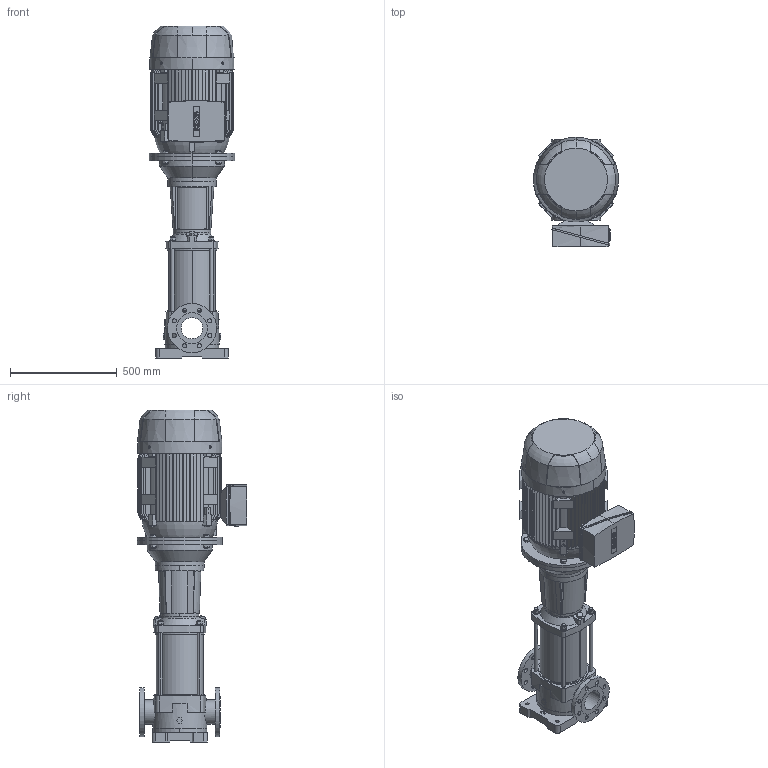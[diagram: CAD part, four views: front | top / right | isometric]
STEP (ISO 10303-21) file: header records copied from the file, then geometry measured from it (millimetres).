
FILE_DESCRIPTION (( 'STEP AP203' ), '1' );
FILE_NAME ('4.93.632.35swa00.step', '2023-05-04T10:12:56', ( '' ), ( '' ), 'SwSTEP 2.0', 'SolidWorks 2020', '' );
FILE_SCHEMA (( 'CONFIG_CONTROL_DESIGN' ));
Length unit declared in the file: millimetre
Products named in the file (5): Copia di M16x2_ingombro^4.93.632.35swa00; Copia di 4_93_631_16_REV00^4.93.632.35swa00; Copia di M16x55_UNI_5727^4.93.632.35swa00; Copia di 10008169swn00^4.93.632.35swa00; 4.93.632.35swa00
Assembly tree (10 placements, depth 2):
  4.93.632.35swa00
    Copia di 4_93_631_16_REV00^4.93.632.35swa00
    Copia di M16x55_UNI_5727^4.93.632.35swa00  x4
    Copia di M16x2_ingombro^4.93.632.35swa00  x4
    Copia di 10008169swn00^4.93.632.35swa00
Bounding box: 400 x 515 x 1557 mm (x, y, z)
Volume: 80290626.2 mm3; surface area: 4449698.5 mm2
Topology: 33 solids, 33 shells, 1898 faces, 5003 edges, 3253 vertices
Faces by surface type: plane 1077, cylinder 550, torus 138, cone 99, bspline 34
Entity records: 66115 total; most frequent: CARTESIAN_POINT 22816, ORIENTED_EDGE 9434, DIRECTION 8136, EDGE_CURVE 4717, VERTEX_POINT 3091, AXIS2_PLACEMENT_3D 2832, LINE 2472, VECTOR 2472
